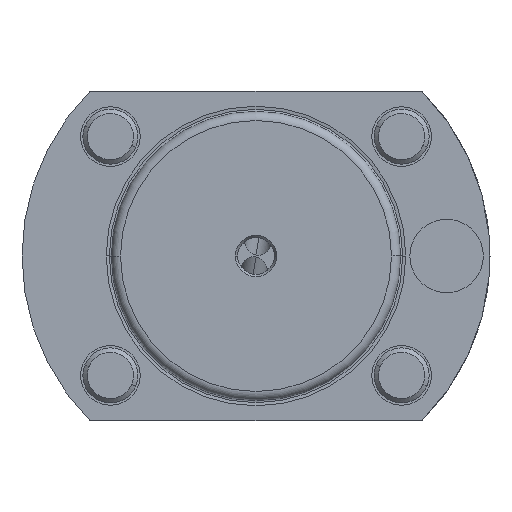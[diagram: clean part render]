
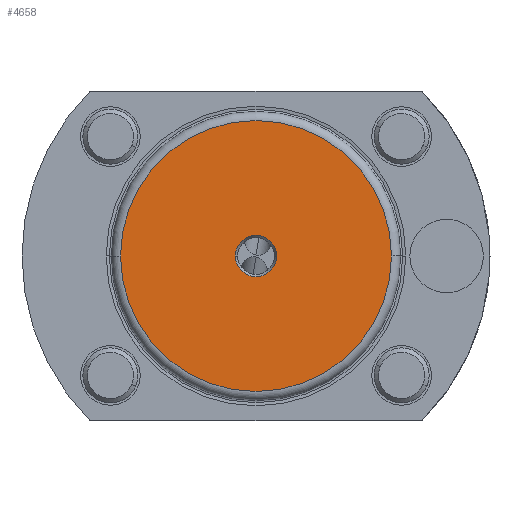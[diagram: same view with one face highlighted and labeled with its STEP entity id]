
A CAD part, left-side view. The second image highlights one B-rep face of the part: STEP entity #4658.
In plain terms, the highlighted planar face has unit normal (-1, 0, 0).
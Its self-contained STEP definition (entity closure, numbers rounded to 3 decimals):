
#1555 = CARTESIAN_POINT ( 'NONE',  ( -60., -29.5, 0. ) ) ;
#1556 = CARTESIAN_POINT ( 'NONE',  ( -60., -4.5, 0. ) ) ;
#1559 = CARTESIAN_POINT ( 'NONE',  ( -60., 4.5, 0. ) ) ;
#1561 = CARTESIAN_POINT ( 'NONE',  ( -60., 29.5, 0. ) ) ;
#4008 = CARTESIAN_POINT ( 'NONE',  ( -60., 0., 0. ) ) ;
#4009 = DIRECTION ( 'NONE',  ( 1., 0., 0. ) ) ;
#4010 = DIRECTION ( 'NONE',  ( 0., 1., 0. ) ) ;
#4142 = CARTESIAN_POINT ( 'NONE',  ( -60., 0., 0. ) ) ;
#4143 = DIRECTION ( 'NONE',  ( 1., 0., 0. ) ) ;
#4144 = DIRECTION ( 'NONE',  ( 0., 1., 0. ) ) ;
#4576 = EDGE_CURVE ( 'NONE', #15396, #15393, #15324, .T. ) ;
#4577 = EDGE_CURVE ( 'NONE', #15392, #15398, #15326, .T. ) ;
#4658 = ADVANCED_FACE ( 'NONE', ( #12510, #12517 ), #12518, .T. ) ;
#6381 = CIRCLE ( 'NONE', #6384, 29.5 ) ;
#6384 = AXIS2_PLACEMENT_3D ( 'NONE', #4142, #4143, #4144 ) ;
#7465 = AXIS2_PLACEMENT_3D ( 'NONE', #12515, #12513, #12520 ) ;
#8263 = EDGE_LOOP ( 'NONE', ( #13790, #13791 ) ) ;
#11171 = CIRCLE ( 'NONE', #11184, 4.5 ) ;
#11184 = AXIS2_PLACEMENT_3D ( 'NONE', #4008, #4009, #4010 ) ;
#11899 = EDGE_CURVE ( 'NONE', #15393, #15396, #11171, .T. ) ;
#11921 = EDGE_CURVE ( 'NONE', #15398, #15392, #6381, .T. ) ;
#12303 = CARTESIAN_POINT ( 'NONE',  ( -60., 0., 0. ) ) ;
#12304 = DIRECTION ( 'NONE',  ( 1., 0., 0. ) ) ;
#12305 = DIRECTION ( 'NONE',  ( 0., 1., 0. ) ) ;
#12306 = CARTESIAN_POINT ( 'NONE',  ( -60., 0., 0. ) ) ;
#12307 = DIRECTION ( 'NONE',  ( 1., 0., 0. ) ) ;
#12308 = DIRECTION ( 'NONE',  ( 0., 1., 0. ) ) ;
#12510 = FACE_BOUND ( 'NONE', #14056, .T. ) ;
#12513 = DIRECTION ( 'NONE',  ( -1., 0., 0. ) ) ;
#12515 = CARTESIAN_POINT ( 'NONE',  ( -60., 29.5, 0. ) ) ;
#12517 = FACE_OUTER_BOUND ( 'NONE', #8263, .T. ) ;
#12518 = PLANE ( 'NONE',  #7465 ) ;
#12520 = DIRECTION ( 'NONE',  ( 0., -1., 0. ) ) ;
#13788 = ORIENTED_EDGE ( 'NONE', *, *, #11899, .T. ) ;
#13789 = ORIENTED_EDGE ( 'NONE', *, *, #4576, .T. ) ;
#13790 = ORIENTED_EDGE ( 'NONE', *, *, #11921, .F. ) ;
#13791 = ORIENTED_EDGE ( 'NONE', *, *, #4577, .F. ) ;
#14056 = EDGE_LOOP ( 'NONE', ( #13788, #13789 ) ) ;
#15324 = CIRCLE ( 'NONE', #15329, 4.5 ) ;
#15326 = CIRCLE ( 'NONE', #15331, 29.5 ) ;
#15329 = AXIS2_PLACEMENT_3D ( 'NONE', #12303, #12304, #12305 ) ;
#15331 = AXIS2_PLACEMENT_3D ( 'NONE', #12306, #12307, #12308 ) ;
#15392 = VERTEX_POINT ( 'NONE', #1555 ) ;
#15393 = VERTEX_POINT ( 'NONE', #1556 ) ;
#15396 = VERTEX_POINT ( 'NONE', #1559 ) ;
#15398 = VERTEX_POINT ( 'NONE', #1561 ) ;
